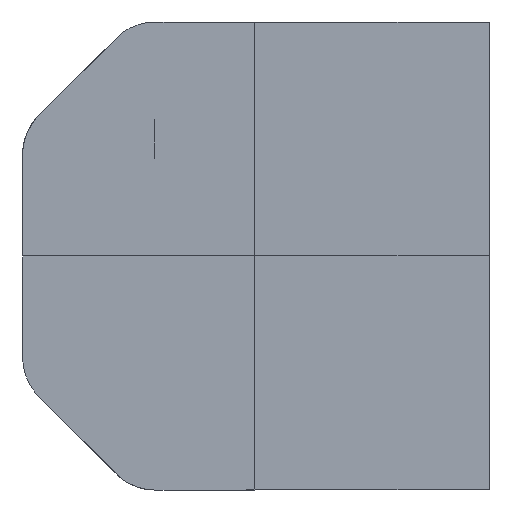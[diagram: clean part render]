
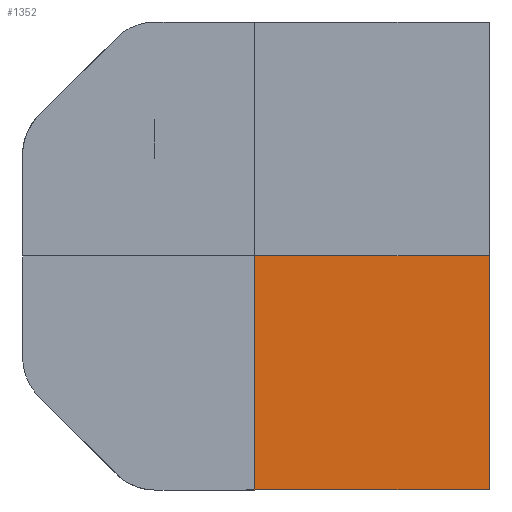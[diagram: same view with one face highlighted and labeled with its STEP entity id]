
A CAD part, front view. The second image highlights one B-rep face of the part: STEP entity #1352.
In plain terms, the highlighted planar face has unit normal (0, -1, 0).
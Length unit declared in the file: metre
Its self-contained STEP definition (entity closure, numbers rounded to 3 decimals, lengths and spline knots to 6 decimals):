
#142=LINE('',#2184,#288);
#143=LINE('',#2187,#289);
#144=LINE('',#2189,#290);
#145=LINE('',#2191,#291);
#288=VECTOR('',#1756,1.);
#289=VECTOR('',#1757,1.);
#290=VECTOR('',#1758,1.);
#291=VECTOR('',#1759,1.);
#546=ORIENTED_EDGE('',*,*,#869,.F.);
#547=ORIENTED_EDGE('',*,*,#870,.T.);
#548=ORIENTED_EDGE('',*,*,#871,.F.);
#549=ORIENTED_EDGE('',*,*,#872,.F.);
#869=EDGE_CURVE('',#1030,#1031,#142,.T.);
#870=EDGE_CURVE('',#1030,#1032,#143,.T.);
#871=EDGE_CURVE('',#1033,#1032,#144,.T.);
#872=EDGE_CURVE('',#1031,#1033,#145,.T.);
#1030=VERTEX_POINT('',#2185);
#1031=VERTEX_POINT('',#2186);
#1032=VERTEX_POINT('',#2188);
#1033=VERTEX_POINT('',#2190);
#1141=EDGE_LOOP('',(#546,#547,#548,#549));
#1223=FACE_BOUND('',#1141,.T.);
#1287=PLANE('',#1471);
#1352=ADVANCED_FACE('',(#1223),#1287,.F.);
#1471=AXIS2_PLACEMENT_3D('',#2183,#1754,#1755);
#1754=DIRECTION('',(0.,1.,0.));
#1755=DIRECTION('',(-1.,0.,0.));
#1756=DIRECTION('',(0.,0.,1.));
#1757=DIRECTION('',(1.,0.,0.));
#1758=DIRECTION('',(0.,0.,-1.));
#1759=DIRECTION('',(1.,0.,0.));
#2183=CARTESIAN_POINT('',(0.035935,-0.102356,-0.003334));
#2184=CARTESIAN_POINT('',(0.035795,-0.102356,-0.013615));
#2185=CARTESIAN_POINT('',(0.035795,-0.102356,-0.024684));
#2186=CARTESIAN_POINT('',(0.035795,-0.102356,-0.003334));
#2187=CARTESIAN_POINT('',(0.050387,-0.102356,-0.024684));
#2188=CARTESIAN_POINT('',(0.057225,-0.102356,-0.024684));
#2189=CARTESIAN_POINT('',(0.057225,-0.102356,-0.005134));
#2190=CARTESIAN_POINT('',(0.057225,-0.102356,-0.003334));
#2191=CARTESIAN_POINT('',(0.04651,-0.102356,-0.003334));
